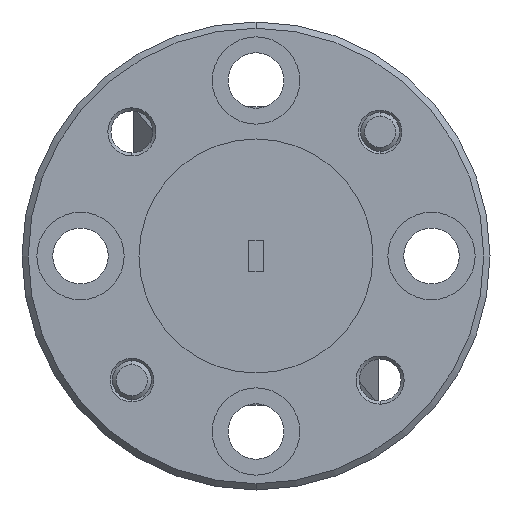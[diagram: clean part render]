
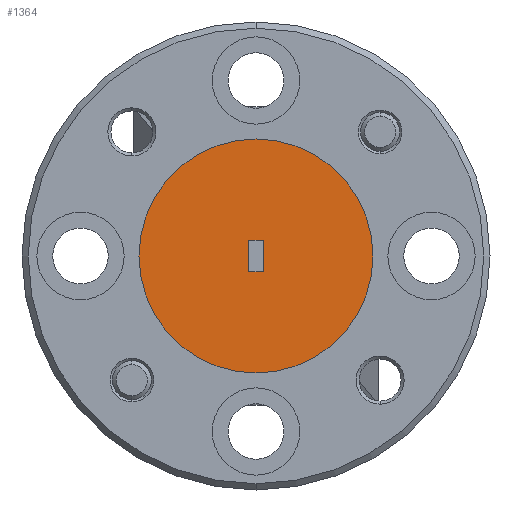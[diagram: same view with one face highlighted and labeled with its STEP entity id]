
A CAD part, left-side view. The second image highlights one B-rep face of the part: STEP entity #1364.
In plain terms, the highlighted planar face has unit normal (-1, 0, 0).
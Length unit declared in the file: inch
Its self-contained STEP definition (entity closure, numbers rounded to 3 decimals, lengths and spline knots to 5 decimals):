
#109 = LINE ( 'NONE', #2286, #733 ) ;
#142 = DIRECTION ( 'NONE',  ( 0., 1., 0. ) ) ;
#144 = ORIENTED_EDGE ( 'NONE', *, *, #2323, .F. ) ;
#192 = CARTESIAN_POINT ( 'NONE',  ( -2.00042, 0.59295, 0. ) ) ;
#211 = EDGE_CURVE ( 'NONE', #308, #1268, #2234, .T. ) ;
#218 = VERTEX_POINT ( 'NONE', #2114 ) ;
#236 = CARTESIAN_POINT ( 'NONE',  ( -2.00042, 0.78045, 0. ) ) ;
#308 = VERTEX_POINT ( 'NONE', #810 ) ;
#485 = CARTESIAN_POINT ( 'NONE',  ( -2.00042, 0.78045, 0. ) ) ;
#573 = VERTEX_POINT ( 'NONE', #1473 ) ;
#601 = DIRECTION ( 'NONE',  ( 0., 1., 0. ) ) ;
#659 = ORIENTED_EDGE ( 'NONE', *, *, #2190, .F. ) ;
#673 = VECTOR ( 'NONE', #1278, 39.37008 ) ;
#733 = VECTOR ( 'NONE', #1191, 39.37008 ) ;
#772 = VERTEX_POINT ( 'NONE', #2119 ) ;
#810 = CARTESIAN_POINT ( 'NONE',  ( -2.00042, 0.96795, 0. ) ) ;
#863 = DIRECTION ( 'NONE',  ( 0., 1., 0. ) ) ;
#916 = FACE_OUTER_BOUND ( 'NONE', #1504, .T. ) ;
#934 = EDGE_CURVE ( 'NONE', #1268, #308, #1045, .T. ) ;
#1013 = EDGE_CURVE ( 'NONE', #218, #573, #1398, .T. ) ;
#1045 = CIRCLE ( 'NONE', #1779, 0.1875 ) ;
#1128 = EDGE_CURVE ( 'NONE', #573, #1718, #1503, .T. ) ;
#1185 = CARTESIAN_POINT ( 'NONE',  ( -2.00042, 0.78045, 0. ) ) ;
#1191 = DIRECTION ( 'NONE',  ( 0., -1., 0. ) ) ;
#1268 = VERTEX_POINT ( 'NONE', #192 ) ;
#1278 = DIRECTION ( 'NONE',  ( 0., 0., 1. ) ) ;
#1285 = ORIENTED_EDGE ( 'NONE', *, *, #934, .F. ) ;
#1363 = PLANE ( 'NONE',  #2280 ) ;
#1364 = ADVANCED_FACE ( 'NONE', ( #1420, #916 ), #1363, .T. ) ;
#1382 = AXIS2_PLACEMENT_3D ( 'NONE', #1185, #2100, #601 ) ;
#1398 = LINE ( 'NONE', #2389, #673 ) ;
#1420 = FACE_BOUND ( 'NONE', #1493, .T. ) ;
#1459 = VECTOR ( 'NONE', #2337, 39.37008 ) ;
#1473 = CARTESIAN_POINT ( 'NONE',  ( -2.00042, 0.7692, 0.0255 ) ) ;
#1493 = EDGE_LOOP ( 'NONE', ( #659, #144, #2346, #1705 ) ) ;
#1503 = LINE ( 'NONE', #1626, #1595 ) ;
#1504 = EDGE_LOOP ( 'NONE', ( #1958, #1285 ) ) ;
#1516 = DIRECTION ( 'NONE',  ( -1., 0., 0. ) ) ;
#1595 = VECTOR ( 'NONE', #142, 39.37008 ) ;
#1626 = CARTESIAN_POINT ( 'NONE',  ( -2.00042, 0.7917, 0.0255 ) ) ;
#1702 = DIRECTION ( 'NONE',  ( 0., -1., 0. ) ) ;
#1705 = ORIENTED_EDGE ( 'NONE', *, *, #1013, .F. ) ;
#1718 = VERTEX_POINT ( 'NONE', #2371 ) ;
#1779 = AXIS2_PLACEMENT_3D ( 'NONE', #485, #1953, #863 ) ;
#1943 = LINE ( 'NONE', #2327, #1459 ) ;
#1953 = DIRECTION ( 'NONE',  ( 1., 0., 0. ) ) ;
#1958 = ORIENTED_EDGE ( 'NONE', *, *, #211, .F. ) ;
#2100 = DIRECTION ( 'NONE',  ( 1., 0., 0. ) ) ;
#2114 = CARTESIAN_POINT ( 'NONE',  ( -2.00042, 0.7692, -0.0255 ) ) ;
#2119 = CARTESIAN_POINT ( 'NONE',  ( -2.00042, 0.7917, -0.0255 ) ) ;
#2190 = EDGE_CURVE ( 'NONE', #772, #218, #109, .T. ) ;
#2234 = CIRCLE ( 'NONE', #1382, 0.1875 ) ;
#2280 = AXIS2_PLACEMENT_3D ( 'NONE', #236, #1516, #1702 ) ;
#2286 = CARTESIAN_POINT ( 'NONE',  ( -2.00042, 0.7917, -0.0255 ) ) ;
#2323 = EDGE_CURVE ( 'NONE', #1718, #772, #1943, .T. ) ;
#2327 = CARTESIAN_POINT ( 'NONE',  ( -2.00042, 0.7917, -0.0255 ) ) ;
#2337 = DIRECTION ( 'NONE',  ( 0., 0., -1. ) ) ;
#2346 = ORIENTED_EDGE ( 'NONE', *, *, #1128, .F. ) ;
#2371 = CARTESIAN_POINT ( 'NONE',  ( -2.00042, 0.7917, 0.0255 ) ) ;
#2389 = CARTESIAN_POINT ( 'NONE',  ( -2.00042, 0.7692, -0.0255 ) ) ;
